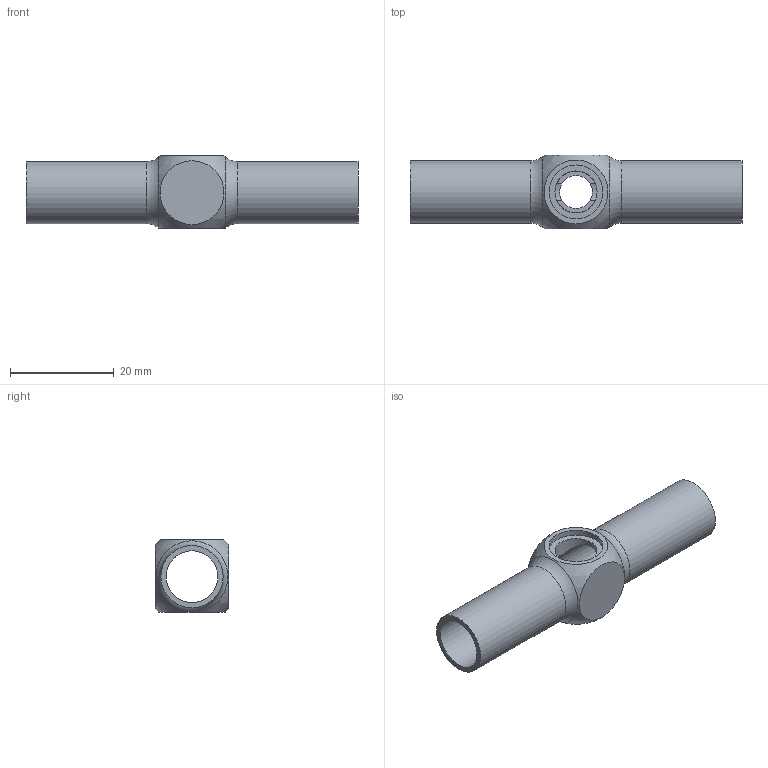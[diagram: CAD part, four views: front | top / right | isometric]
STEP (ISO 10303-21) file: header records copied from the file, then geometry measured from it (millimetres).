
FILE_DESCRIPTION (( 'STEP AP214' ), '1' );
FILE_NAME ('BK0003.STEP', '2012-08-01T17:49:34', ( '' ), ( '' ), 'SwSTEP 2.0', 'SolidWorks 2012', '' );
FILE_SCHEMA (( 'AUTOMOTIVE_DESIGN' ));
Length unit declared in the file: millimetre
Products named in the file (1): BK0003
Bounding box: 64 x 14.2 x 13.94 mm (x, y, z)
Volume: 2956.2 mm3; surface area: 4687.8 mm2
Topology: 1 solids, 1 shells, 20 faces, 48 edges, 32 vertices
Faces by surface type: plane 9, cylinder 8, torus 2, sphere 1
Full cylindrical faces by diameter (mm): 6.35 x1, 8.1 x1, 10 x1, 10.4 x1, 11.99 x2
Entity records: 694 total; most frequent: CARTESIAN_POINT 252, DIRECTION 88, ORIENTED_EDGE 64, AXIS2_PLACEMENT_3D 42, EDGE_LOOP 38, EDGE_CURVE 32, FACE_OUTER_BOUND 28, VERTEX_POINT 26
